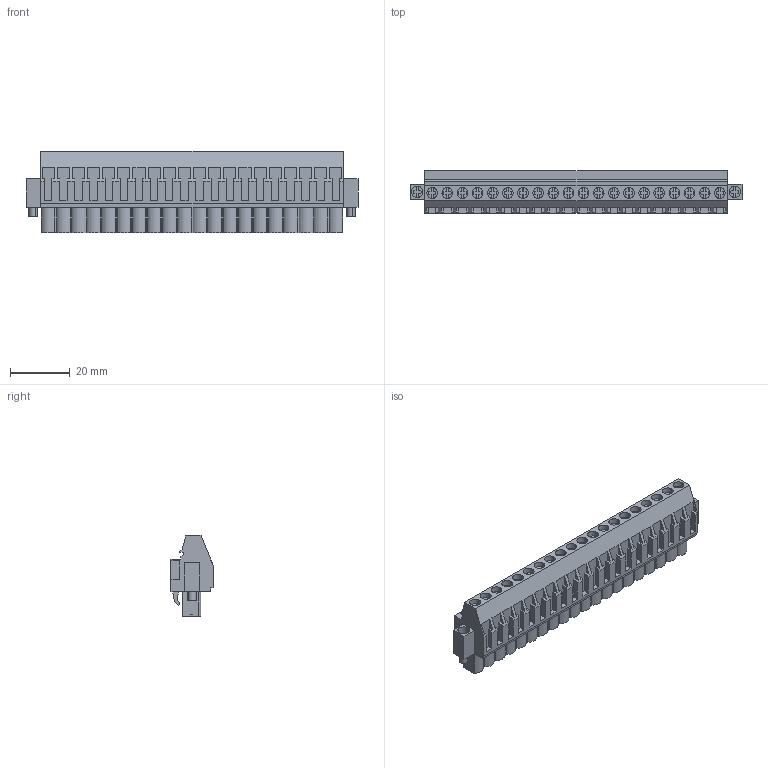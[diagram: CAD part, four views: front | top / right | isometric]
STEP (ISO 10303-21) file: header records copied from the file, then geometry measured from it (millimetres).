
FILE_DESCRIPTION(('CATIA V5 STEP','CAx-IF Rec.Pracs.--- Model Styling and Organization---1.2---2011-12-15'),'2;1');
FILE_NAME ('7246750_2_1950220000_1950220000.stp','2017-09-08T12:20:39+00:00',('none'),('Weidmueller'),'CATIA Version 5-6 Release 2014','CATIA V5 STEP AP214','none');
FILE_SCHEMA(('AUTOMOTIVE_DESIGN { 1 0 10303 214 1 1 1 1 }'));
Length unit declared in the file: millimetre
Products named in the file (1): 1950220000
Bounding box: 111.4 x 14.1 x 27.2 mm (x, y, z)
Volume: 23550.9 mm3; surface area: 13918.5 mm2
Topology: 23 solids, 23 shells, 1352 faces, 3729 edges, 2512 vertices
Faces by surface type: plane 1152, cylinder 198, extrusion 2
Entity records: 39314 total; most frequent: ORIENTED_EDGE 7458, CARTESIAN_POINT 7013, DIRECTION 5265, EDGE_CURVE 3729, VECTOR 3243, LINE 3241, VERTEX_POINT 2512, EDGE_LOOP 1445
